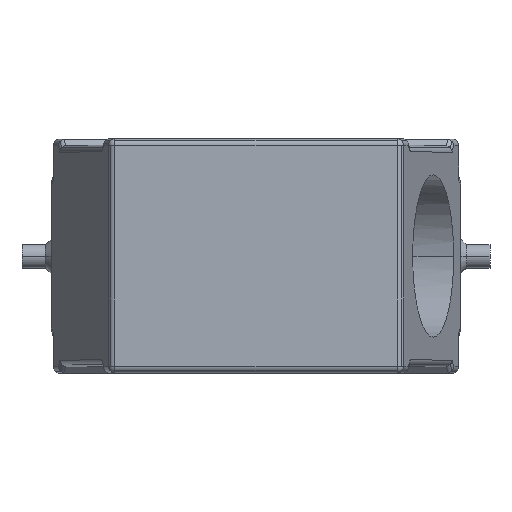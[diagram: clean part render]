
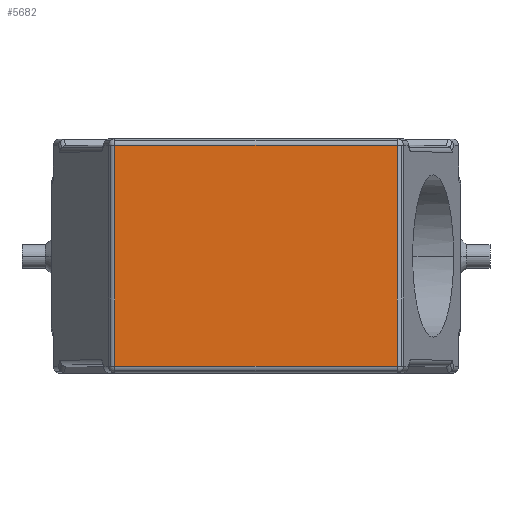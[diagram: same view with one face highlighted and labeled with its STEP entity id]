
A CAD part, top view. The second image highlights one B-rep face of the part: STEP entity #5682.
In plain terms, the highlighted planar face has unit normal (0, 0, 1).
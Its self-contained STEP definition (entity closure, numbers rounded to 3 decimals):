
#1043=CARTESIAN_POINT('',(21.727,17.0,64.5));
#1044=VERTEX_POINT('',#1043);
#1052=CARTESIAN_POINT('',(21.727,-17.0,64.5));
#1053=VERTEX_POINT('',#1052);
#1054=CARTESIAN_POINT('',(21.727,17.0,64.5));
#1055=DIRECTION('',(0.0,-1.0,0.0));
#1056=VECTOR('',#1055,34.0);
#1057=LINE('',#1054,#1056);
#1058=EDGE_CURVE('',#1044,#1053,#1057,.T.);
#4964=CARTESIAN_POINT('',(-21.727,-17.0,64.5));
#4965=VERTEX_POINT('',#4964);
#5032=CARTESIAN_POINT('',(-21.727,17.0,64.5));
#5033=VERTEX_POINT('',#5032);
#5101=CARTESIAN_POINT('',(-21.727,17.0,64.5));
#5102=DIRECTION('',(1.0,0.0,0.0));
#5103=VECTOR('',#5102,43.455);
#5104=LINE('',#5101,#5103);
#5105=EDGE_CURVE('',#5033,#1044,#5104,.T.);
#5160=CARTESIAN_POINT('',(-21.727,-17.0,64.5));
#5161=DIRECTION('',(0.0,1.0,0.0));
#5162=VECTOR('',#5161,34.0);
#5163=LINE('',#5160,#5162);
#5164=EDGE_CURVE('',#4965,#5033,#5163,.T.);
#5189=CARTESIAN_POINT('',(21.727,-17.0,64.5));
#5190=DIRECTION('',(-1.0,0.0,0.0));
#5191=VECTOR('',#5190,43.455);
#5192=LINE('',#5189,#5191);
#5193=EDGE_CURVE('',#1053,#4965,#5192,.T.);
#5671=CARTESIAN_POINT('',(22.5,0.0,64.5));
#5672=DIRECTION('',(0.0,0.0,1.0));
#5673=DIRECTION('',(1.0,0.0,0.0));
#5674=AXIS2_PLACEMENT_3D('',#5671,#5672,#5673);
#5675=PLANE('',#5674);
#5676=ORIENTED_EDGE('',*,*,#5105,.F.);
#5677=ORIENTED_EDGE('',*,*,#5164,.F.);
#5678=ORIENTED_EDGE('',*,*,#5193,.F.);
#5679=ORIENTED_EDGE('',*,*,#1058,.F.);
#5680=EDGE_LOOP('',(#5676,#5677,#5678,#5679));
#5681=FACE_OUTER_BOUND('',#5680,.T.);
#5682=ADVANCED_FACE('',(#5681),#5675,.T.);
